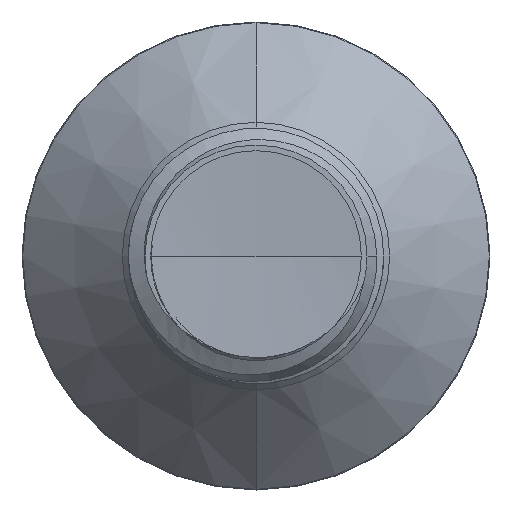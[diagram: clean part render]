
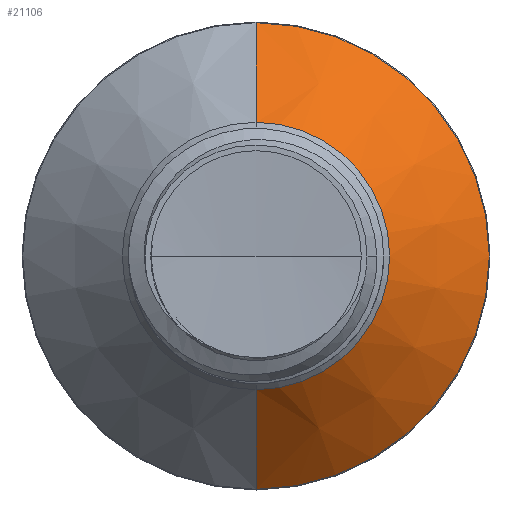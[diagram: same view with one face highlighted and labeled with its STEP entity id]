
A CAD part, front view. The second image highlights one B-rep face of the part: STEP entity #21106.
In plain terms, the highlighted conical face has half-angle 45 degrees and reference radius 3.141 mm.
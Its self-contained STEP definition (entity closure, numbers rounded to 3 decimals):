
#739 = VERTEX_POINT ( 'NONE', #16931 ) ;
#1748 = EDGE_CURVE ( 'NONE', #739, #27367, #14249, .T. ) ;
#2486 = DIRECTION ( 'NONE',  ( 0., 1., 0. ) ) ;
#2846 = VERTEX_POINT ( 'NONE', #23157 ) ;
#3268 = ORIENTED_EDGE ( 'NONE', *, *, #1748, .T. ) ;
#5567 = VECTOR ( 'NONE', #5776, 1000. ) ;
#5776 = DIRECTION ( 'NONE',  ( 0., 0.707, 0.707 ) ) ;
#6837 = CARTESIAN_POINT ( 'NONE',  ( 0., 16.469, 0. ) ) ;
#6975 = CIRCLE ( 'NONE', #23669, 5.483 ) ;
#7071 = AXIS2_PLACEMENT_3D ( 'NONE', #25755, #2486, #8611 ) ;
#8611 = DIRECTION ( 'NONE',  ( 0., 0., 1. ) ) ;
#8822 = EDGE_LOOP ( 'NONE', ( #3268, #18941, #32793, #27134 ) ) ;
#9867 = DIRECTION ( 'NONE',  ( 0., 0., 1. ) ) ;
#13125 = CARTESIAN_POINT ( 'NONE',  ( 0., 18.81, 0. ) ) ;
#13476 = LINE ( 'NONE', #33138, #5567 ) ;
#14249 = CIRCLE ( 'NONE', #25488, 3.141 ) ;
#16043 = DIRECTION ( 'NONE',  ( 0., 0., 1. ) ) ;
#16171 = VECTOR ( 'NONE', #31983, 1000. ) ;
#16931 = CARTESIAN_POINT ( 'NONE',  ( 0., 16.469, 3.141 ) ) ;
#17501 = VERTEX_POINT ( 'NONE', #24757 ) ;
#18130 = CARTESIAN_POINT ( 'NONE',  ( 0., 16.469, -3.141 ) ) ;
#18941 = ORIENTED_EDGE ( 'NONE', *, *, #35452, .T. ) ;
#20664 = CONICAL_SURFACE ( 'NONE', #7071, 3.141, 0.785 ) ;
#21106 = ADVANCED_FACE ( 'NONE', ( #21549 ), #20664, .T. ) ;
#21549 = FACE_OUTER_BOUND ( 'NONE', #8822, .T. ) ;
#23157 = CARTESIAN_POINT ( 'NONE',  ( 0., 18.81, -5.483 ) ) ;
#23669 = AXIS2_PLACEMENT_3D ( 'NONE', #13125, #31963, #16043 ) ;
#24566 = LINE ( 'NONE', #33995, #16171 ) ;
#24757 = CARTESIAN_POINT ( 'NONE',  ( 0., 18.81, 5.483 ) ) ;
#25488 = AXIS2_PLACEMENT_3D ( 'NONE', #6837, #26842, #9867 ) ;
#25755 = CARTESIAN_POINT ( 'NONE',  ( 0., 16.469, 0. ) ) ;
#26842 = DIRECTION ( 'NONE',  ( 0., 1., 0. ) ) ;
#27134 = ORIENTED_EDGE ( 'NONE', *, *, #32423, .F. ) ;
#27367 = VERTEX_POINT ( 'NONE', #18130 ) ;
#31963 = DIRECTION ( 'NONE',  ( 0., 1., 0. ) ) ;
#31983 = DIRECTION ( 'NONE',  ( 0., 0.707, -0.707 ) ) ;
#32423 = EDGE_CURVE ( 'NONE', #739, #17501, #13476, .T. ) ;
#32793 = ORIENTED_EDGE ( 'NONE', *, *, #33952, .F. ) ;
#33138 = CARTESIAN_POINT ( 'NONE',  ( 0., 16.469, 3.141 ) ) ;
#33952 = EDGE_CURVE ( 'NONE', #17501, #2846, #6975, .T. ) ;
#33995 = CARTESIAN_POINT ( 'NONE',  ( 0., 16.469, -3.141 ) ) ;
#35452 = EDGE_CURVE ( 'NONE', #27367, #2846, #24566, .T. ) ;
